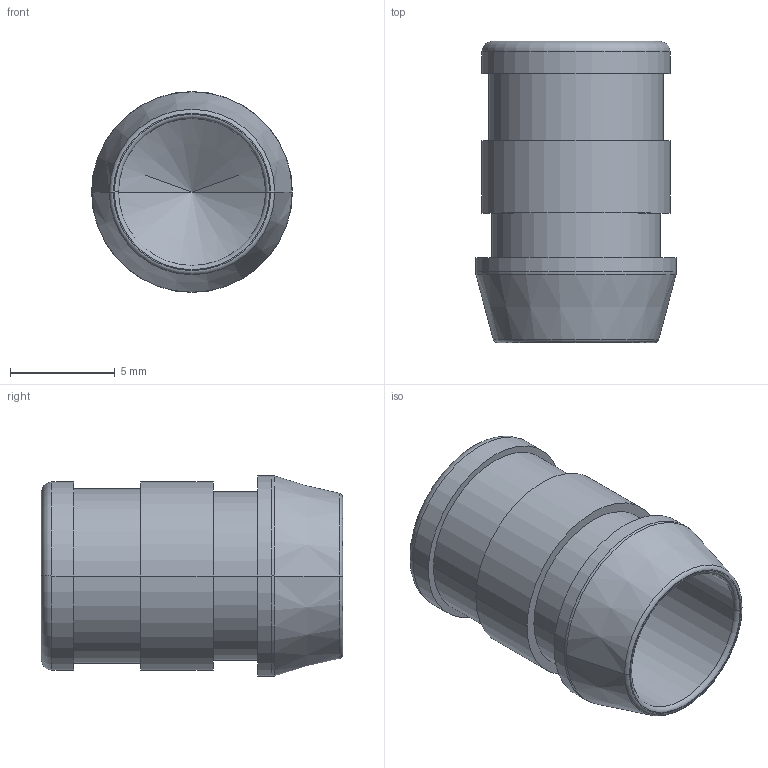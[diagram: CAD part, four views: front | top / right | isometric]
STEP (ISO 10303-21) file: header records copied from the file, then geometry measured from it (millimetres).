
FILE_DESCRIPTION((''),'2;1');
FILE_NAME('00110970549','2020-09-11T',('presta_be4'),(''),'CREO PARAMETRIC BY PTC INC, 2018360','CREO PARAMETRIC BY PTC INC, 2018360','');
FILE_SCHEMA(('CONFIG_CONTROL_DESIGN'));
Length unit declared in the file: millimetre
Products named in the file (1): 00110970549
Bounding box: 9.57 x 14.35 x 9.57 mm (x, y, z)
Volume: 375.9 mm3; surface area: 805 mm2
Topology: 1 solids, 1 shells, 30 faces, 60 edges, 35 vertices
Faces by surface type: cylinder 12, torus 8, plane 6, cone 4
Entity records: 814 total; most frequent: DIRECTION 160, CARTESIAN_POINT 123, ORIENTED_EDGE 116, AXIS2_PLACEMENT_3D 72, EDGE_CURVE 58, CIRCLE 42, VERTEX_POINT 35, EDGE_LOOP 35
